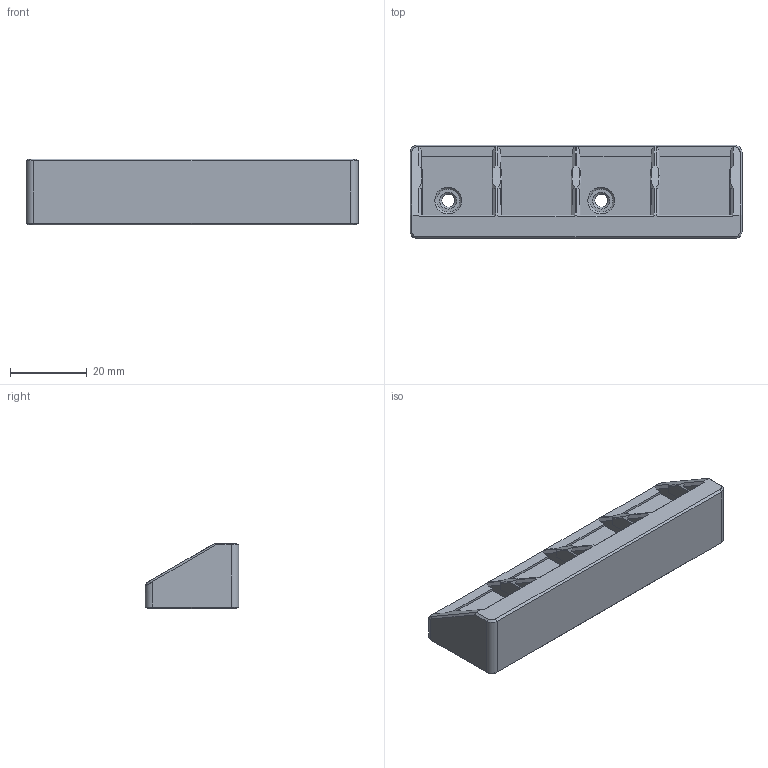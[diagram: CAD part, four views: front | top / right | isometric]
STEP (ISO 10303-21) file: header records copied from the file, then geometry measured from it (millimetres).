
FILE_DESCRIPTION(/* description */ (''),/* implementation_level */ '2;1');
FILE_NAME(/* name */ 'WAGO 221-413 Mount v4.step',/* time_stamp */ '2025-09-15T10:50:53-04:00',/* author */ (''),/* organization */ (''),/* preprocessor_version */ 'ST-DEVELOPER v20.1',/* originating_system */ 'Autodesk Translation Framework v14.17.0.0',/* authorisation */ '');
FILE_SCHEMA (('AUTOMOTIVE_DESIGN { 1 0 10303 214 3 1 1 }'));
Length unit declared in the file: millimetre
Products named in the file (1): WAGO 221-413 Mount
Bounding box: 86.8 x 24.5 x 17.25 mm (x, y, z)
Volume: 17962.2 mm3; surface area: 9356.4 mm2
Topology: 1 solids, 1 shells, 147 faces, 407 edges, 264 vertices
Faces by surface type: plane 123, cone 12, cylinder 8, bspline 4
Full cylindrical faces by diameter (mm): 3.4 x2, 6 x2
Entity records: 4703 total; most frequent: CARTESIAN_POINT 918, ORIENTED_EDGE 814, DIRECTION 714, EDGE_CURVE 407, LINE 370, VECTOR 370, VERTEX_POINT 264, AXIS2_PLACEMENT_3D 172
